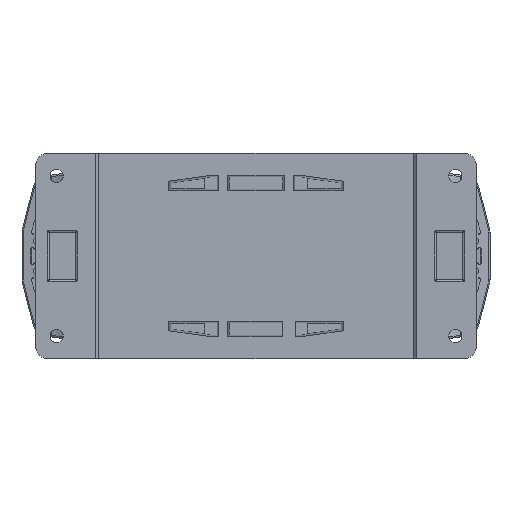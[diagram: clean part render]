
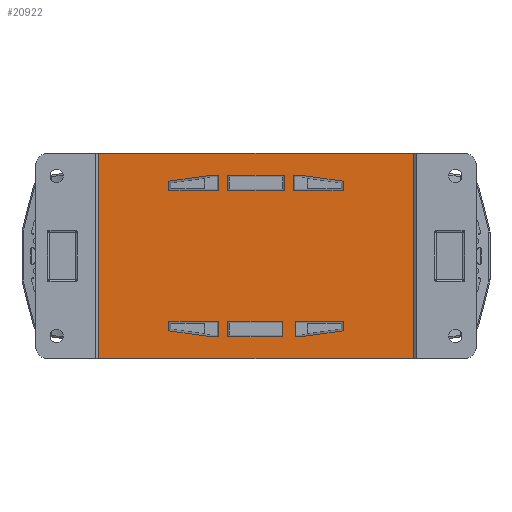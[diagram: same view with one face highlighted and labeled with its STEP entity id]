
A CAD part, front view. The second image highlights one B-rep face of the part: STEP entity #20922.
In plain terms, the highlighted planar face has unit normal (0, -1, 0).
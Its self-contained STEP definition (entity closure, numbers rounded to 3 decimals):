
#11995=PLANE('',#46525);
#15862=LINE('',#69879,#18864);
#15863=LINE('',#69881,#18865);
#15864=LINE('',#69883,#18866);
#15865=LINE('',#69885,#18867);
#15866=LINE('',#69886,#18868);
#15867=LINE('',#69889,#18869);
#15868=LINE('',#69891,#18870);
#15869=LINE('',#69893,#18871);
#15870=LINE('',#69895,#18872);
#15871=LINE('',#69896,#18873);
#15872=LINE('',#69899,#18874);
#15873=LINE('',#69901,#18875);
#15874=LINE('',#69903,#18876);
#15875=LINE('',#69905,#18877);
#15876=LINE('',#69906,#18878);
#15877=LINE('',#69909,#18879);
#15878=LINE('',#69911,#18880);
#15879=LINE('',#69913,#18881);
#15880=LINE('',#69915,#18882);
#15881=LINE('',#69916,#18883);
#15882=LINE('',#69919,#18884);
#15883=LINE('',#69921,#18885);
#15884=LINE('',#69923,#18886);
#15885=LINE('',#69924,#18887);
#15886=LINE('',#69927,#18888);
#15887=LINE('',#69929,#18889);
#15888=LINE('',#69931,#18890);
#15889=LINE('',#69932,#18891);
#15890=LINE('',#69935,#18892);
#15891=LINE('',#69937,#18893);
#15892=LINE('',#69939,#18894);
#15893=LINE('',#69941,#18895);
#18864=VECTOR('',#53769,1.);
#18865=VECTOR('',#53772,1.);
#18866=VECTOR('',#53773,1.);
#18867=VECTOR('',#53774,1.);
#18868=VECTOR('',#53775,1.);
#18869=VECTOR('',#53776,1.);
#18870=VECTOR('',#53777,1.);
#18871=VECTOR('',#53778,1.);
#18872=VECTOR('',#53779,1.);
#18873=VECTOR('',#53780,1.);
#18874=VECTOR('',#53781,1.);
#18875=VECTOR('',#53782,1.);
#18876=VECTOR('',#53783,1.);
#18877=VECTOR('',#53784,1.);
#18878=VECTOR('',#53785,1.);
#18879=VECTOR('',#53786,1.);
#18880=VECTOR('',#53787,1.);
#18881=VECTOR('',#53788,1.);
#18882=VECTOR('',#53789,1.);
#18883=VECTOR('',#53790,1.);
#18884=VECTOR('',#53791,1.);
#18885=VECTOR('',#53792,1.);
#18886=VECTOR('',#53793,1.);
#18887=VECTOR('',#53794,1.);
#18888=VECTOR('',#53795,1.);
#18889=VECTOR('',#53796,1.);
#18890=VECTOR('',#53797,1.);
#18891=VECTOR('',#53798,1.);
#18892=VECTOR('',#53799,1.);
#18893=VECTOR('',#53800,1.);
#18894=VECTOR('',#53801,1.);
#18895=VECTOR('',#53802,1.);
#20922=ADVANCED_FACE('',(#23196,#23197,#23198,#23199,#23200,#23201,#23202),
#11995,.T.);
#23196=FACE_BOUND('',#24745,.T.);
#23197=FACE_BOUND('',#24746,.T.);
#23198=FACE_BOUND('',#24747,.T.);
#23199=FACE_BOUND('',#24748,.T.);
#23200=FACE_BOUND('',#24749,.T.);
#23201=FACE_BOUND('',#24750,.T.);
#23202=FACE_BOUND('',#24751,.T.);
#24745=EDGE_LOOP('',(#33208,#33209,#33210,#33211));
#24746=EDGE_LOOP('',(#33212,#33213,#33214,#33215,#33216));
#24747=EDGE_LOOP('',(#33217,#33218,#33219,#33220,#33221));
#24748=EDGE_LOOP('',(#33222,#33223,#33224,#33225,#33226));
#24749=EDGE_LOOP('',(#33227,#33228,#33229,#33230));
#24750=EDGE_LOOP('',(#33231,#33232,#33233,#33234));
#24751=EDGE_LOOP('',(#33235,#33236,#33237,#33238,#33239));
#33208=ORIENTED_EDGE('',*,*,#43266,.T.);
#33209=ORIENTED_EDGE('',*,*,#43267,.F.);
#33210=ORIENTED_EDGE('',*,*,#43268,.T.);
#33211=ORIENTED_EDGE('',*,*,#43265,.F.);
#33212=ORIENTED_EDGE('',*,*,#43269,.T.);
#33213=ORIENTED_EDGE('',*,*,#43270,.T.);
#33214=ORIENTED_EDGE('',*,*,#43271,.T.);
#33215=ORIENTED_EDGE('',*,*,#43272,.T.);
#33216=ORIENTED_EDGE('',*,*,#43273,.T.);
#33217=ORIENTED_EDGE('',*,*,#43274,.F.);
#33218=ORIENTED_EDGE('',*,*,#43275,.F.);
#33219=ORIENTED_EDGE('',*,*,#43276,.F.);
#33220=ORIENTED_EDGE('',*,*,#43277,.F.);
#33221=ORIENTED_EDGE('',*,*,#43278,.F.);
#33222=ORIENTED_EDGE('',*,*,#43279,.F.);
#33223=ORIENTED_EDGE('',*,*,#43280,.F.);
#33224=ORIENTED_EDGE('',*,*,#43281,.F.);
#33225=ORIENTED_EDGE('',*,*,#43282,.F.);
#33226=ORIENTED_EDGE('',*,*,#43283,.F.);
#33227=ORIENTED_EDGE('',*,*,#43284,.T.);
#33228=ORIENTED_EDGE('',*,*,#43285,.F.);
#33229=ORIENTED_EDGE('',*,*,#43286,.T.);
#33230=ORIENTED_EDGE('',*,*,#43287,.T.);
#33231=ORIENTED_EDGE('',*,*,#43288,.T.);
#33232=ORIENTED_EDGE('',*,*,#43289,.F.);
#33233=ORIENTED_EDGE('',*,*,#43290,.T.);
#33234=ORIENTED_EDGE('',*,*,#43291,.T.);
#33235=ORIENTED_EDGE('',*,*,#43292,.T.);
#33236=ORIENTED_EDGE('',*,*,#43293,.T.);
#33237=ORIENTED_EDGE('',*,*,#43294,.T.);
#33238=ORIENTED_EDGE('',*,*,#43295,.T.);
#33239=ORIENTED_EDGE('',*,*,#43296,.T.);
#38518=VERTEX_POINT('',#69876);
#38519=VERTEX_POINT('',#69878);
#38520=VERTEX_POINT('',#69882);
#38521=VERTEX_POINT('',#69884);
#38522=VERTEX_POINT('',#69887);
#38523=VERTEX_POINT('',#69888);
#38524=VERTEX_POINT('',#69890);
#38525=VERTEX_POINT('',#69892);
#38526=VERTEX_POINT('',#69894);
#38527=VERTEX_POINT('',#69897);
#38528=VERTEX_POINT('',#69898);
#38529=VERTEX_POINT('',#69900);
#38530=VERTEX_POINT('',#69902);
#38531=VERTEX_POINT('',#69904);
#38532=VERTEX_POINT('',#69907);
#38533=VERTEX_POINT('',#69908);
#38534=VERTEX_POINT('',#69910);
#38535=VERTEX_POINT('',#69912);
#38536=VERTEX_POINT('',#69914);
#38537=VERTEX_POINT('',#69917);
#38538=VERTEX_POINT('',#69918);
#38539=VERTEX_POINT('',#69920);
#38540=VERTEX_POINT('',#69922);
#38541=VERTEX_POINT('',#69925);
#38542=VERTEX_POINT('',#69926);
#38543=VERTEX_POINT('',#69928);
#38544=VERTEX_POINT('',#69930);
#38545=VERTEX_POINT('',#69933);
#38546=VERTEX_POINT('',#69934);
#38547=VERTEX_POINT('',#69936);
#38548=VERTEX_POINT('',#69938);
#38549=VERTEX_POINT('',#69940);
#43265=EDGE_CURVE('',#38519,#38518,#15862,.T.);
#43266=EDGE_CURVE('',#38519,#38520,#15863,.T.);
#43267=EDGE_CURVE('',#38521,#38520,#15864,.T.);
#43268=EDGE_CURVE('',#38521,#38518,#15865,.T.);
#43269=EDGE_CURVE('',#38522,#38523,#15866,.T.);
#43270=EDGE_CURVE('',#38523,#38524,#15867,.T.);
#43271=EDGE_CURVE('',#38524,#38525,#15868,.T.);
#43272=EDGE_CURVE('',#38525,#38526,#15869,.T.);
#43273=EDGE_CURVE('',#38526,#38522,#15870,.T.);
#43274=EDGE_CURVE('',#38527,#38528,#15871,.T.);
#43275=EDGE_CURVE('',#38529,#38527,#15872,.T.);
#43276=EDGE_CURVE('',#38530,#38529,#15873,.T.);
#43277=EDGE_CURVE('',#38531,#38530,#15874,.T.);
#43278=EDGE_CURVE('',#38528,#38531,#15875,.T.);
#43279=EDGE_CURVE('',#38532,#38533,#15876,.T.);
#43280=EDGE_CURVE('',#38534,#38532,#15877,.T.);
#43281=EDGE_CURVE('',#38535,#38534,#15878,.T.);
#43282=EDGE_CURVE('',#38536,#38535,#15879,.T.);
#43283=EDGE_CURVE('',#38533,#38536,#15880,.T.);
#43284=EDGE_CURVE('',#38537,#38538,#15881,.T.);
#43285=EDGE_CURVE('',#38539,#38538,#15882,.T.);
#43286=EDGE_CURVE('',#38539,#38540,#15883,.T.);
#43287=EDGE_CURVE('',#38540,#38537,#15884,.T.);
#43288=EDGE_CURVE('',#38541,#38542,#15885,.T.);
#43289=EDGE_CURVE('',#38543,#38542,#15886,.T.);
#43290=EDGE_CURVE('',#38543,#38544,#15887,.T.);
#43291=EDGE_CURVE('',#38544,#38541,#15888,.T.);
#43292=EDGE_CURVE('',#38545,#38546,#15889,.T.);
#43293=EDGE_CURVE('',#38546,#38547,#15890,.T.);
#43294=EDGE_CURVE('',#38547,#38548,#15891,.T.);
#43295=EDGE_CURVE('',#38548,#38549,#15892,.T.);
#43296=EDGE_CURVE('',#38549,#38545,#15893,.T.);
#46525=AXIS2_PLACEMENT_3D('',#69942,#53803,#53804);
#53769=DIRECTION('',(0.,0.,-1.));
#53772=DIRECTION('',(-1.,0.,0.));
#53773=DIRECTION('',(0.,0.,1.));
#53774=DIRECTION('',(1.,0.,0.));
#53775=DIRECTION('',(-1.,0.,0.));
#53776=DIRECTION('',(-0.99,0.,0.139));
#53777=DIRECTION('',(0.,0.,1.));
#53778=DIRECTION('',(1.,0.,0.));
#53779=DIRECTION('',(0.,0.,-1.));
#53780=DIRECTION('',(0.,0.,-1.));
#53781=DIRECTION('',(-1.,0.,0.));
#53782=DIRECTION('',(-0.99,0.,0.139));
#53783=DIRECTION('',(0.,0.,1.));
#53784=DIRECTION('',(1.,0.,0.));
#53785=DIRECTION('',(1.,0.,0.));
#53786=DIRECTION('',(0.,0.,-1.));
#53787=DIRECTION('',(-0.99,0.,-0.139));
#53788=DIRECTION('',(-1.,0.,0.));
#53789=DIRECTION('',(0.,0.,1.));
#53790=DIRECTION('',(0.,0.,1.));
#53791=DIRECTION('',(-1.,0.,0.));
#53792=DIRECTION('',(0.,0.,-1.));
#53793=DIRECTION('',(-1.,0.,0.));
#53794=DIRECTION('',(-1.,0.,0.));
#53795=DIRECTION('',(0.,0.,-1.));
#53796=DIRECTION('',(1.,0.,0.));
#53797=DIRECTION('',(0.,0.,-1.));
#53798=DIRECTION('',(0.,0.,-1.));
#53799=DIRECTION('',(-0.99,0.,-0.139));
#53800=DIRECTION('',(-1.,0.,0.));
#53801=DIRECTION('',(0.,0.,1.));
#53802=DIRECTION('',(1.,0.,0.));
#53803=DIRECTION('',(0.,-1.,0.));
#53804=DIRECTION('',(0.,0.,1.));
#69876=CARTESIAN_POINT('',(52.25,-62.2,-34.));
#69878=CARTESIAN_POINT('',(52.25,-62.2,34.));
#69879=CARTESIAN_POINT('',(52.25,-62.2,34.));
#69881=CARTESIAN_POINT('',(52.25,-62.2,34.));
#69882=CARTESIAN_POINT('',(-51.75,-62.2,34.));
#69883=CARTESIAN_POINT('',(-51.75,-62.2,-34.));
#69884=CARTESIAN_POINT('',(-51.75,-62.2,-34.));
#69885=CARTESIAN_POINT('',(-51.75,-62.2,-34.));
#69886=CARTESIAN_POINT('',(-12.1,-62.2,-26.734));
#69887=CARTESIAN_POINT('',(-12.1,-62.2,-26.734));
#69888=CARTESIAN_POINT('',(-14.528,-62.2,-26.734));
#69889=CARTESIAN_POINT('',(-14.528,-62.2,-26.734));
#69890=CARTESIAN_POINT('',(-28.628,-62.2,-24.755));
#69891=CARTESIAN_POINT('',(-28.628,-62.2,-24.755));
#69892=CARTESIAN_POINT('',(-28.628,-62.2,-21.587));
#69893=CARTESIAN_POINT('',(-28.628,-62.2,-21.587));
#69894=CARTESIAN_POINT('',(-12.1,-62.2,-21.587));
#69895=CARTESIAN_POINT('',(-12.1,-62.2,-21.587));
#69896=CARTESIAN_POINT('',(12.6,-62.2,26.734));
#69897=CARTESIAN_POINT('',(12.6,-62.2,26.734));
#69898=CARTESIAN_POINT('',(12.6,-62.2,21.587));
#69899=CARTESIAN_POINT('',(15.028,-62.2,26.734));
#69900=CARTESIAN_POINT('',(15.028,-62.2,26.734));
#69901=CARTESIAN_POINT('',(29.128,-62.2,24.755));
#69902=CARTESIAN_POINT('',(29.128,-62.2,24.755));
#69903=CARTESIAN_POINT('',(29.128,-62.2,21.587));
#69904=CARTESIAN_POINT('',(29.128,-62.2,21.587));
#69905=CARTESIAN_POINT('',(12.6,-62.2,21.587));
#69906=CARTESIAN_POINT('',(-28.628,-62.2,21.587));
#69907=CARTESIAN_POINT('',(-28.628,-62.2,21.587));
#69908=CARTESIAN_POINT('',(-12.1,-62.2,21.587));
#69909=CARTESIAN_POINT('',(-28.628,-62.2,24.755));
#69910=CARTESIAN_POINT('',(-28.628,-62.2,24.755));
#69911=CARTESIAN_POINT('',(-14.528,-62.2,26.734));
#69912=CARTESIAN_POINT('',(-14.528,-62.2,26.734));
#69913=CARTESIAN_POINT('',(-12.1,-62.2,26.734));
#69914=CARTESIAN_POINT('',(-12.1,-62.2,26.734));
#69915=CARTESIAN_POINT('',(-12.1,-62.2,21.587));
#69916=CARTESIAN_POINT('',(-9.1,-62.2,21.587));
#69917=CARTESIAN_POINT('',(-9.1,-62.2,21.587));
#69918=CARTESIAN_POINT('',(-9.1,-62.2,26.734));
#69919=CARTESIAN_POINT('',(9.6,-62.2,26.734));
#69920=CARTESIAN_POINT('',(9.6,-62.2,26.734));
#69921=CARTESIAN_POINT('',(9.6,-62.2,26.734));
#69922=CARTESIAN_POINT('',(9.6,-62.2,21.587));
#69923=CARTESIAN_POINT('',(9.6,-62.2,21.587));
#69924=CARTESIAN_POINT('',(8.972,-62.2,-26.734));
#69925=CARTESIAN_POINT('',(8.972,-62.2,-26.734));
#69926=CARTESIAN_POINT('',(-9.1,-62.2,-26.734));
#69927=CARTESIAN_POINT('',(-9.1,-62.2,-21.587));
#69928=CARTESIAN_POINT('',(-9.1,-62.2,-21.587));
#69929=CARTESIAN_POINT('',(-9.1,-62.2,-21.587));
#69930=CARTESIAN_POINT('',(8.972,-62.2,-21.587));
#69931=CARTESIAN_POINT('',(8.972,-62.2,-21.587));
#69932=CARTESIAN_POINT('',(29.128,-62.2,-21.587));
#69933=CARTESIAN_POINT('',(29.128,-62.2,-21.587));
#69934=CARTESIAN_POINT('',(29.128,-62.2,-24.755));
#69935=CARTESIAN_POINT('',(29.128,-62.2,-24.755));
#69936=CARTESIAN_POINT('',(15.028,-62.2,-26.734));
#69937=CARTESIAN_POINT('',(15.028,-62.2,-26.734));
#69938=CARTESIAN_POINT('',(13.228,-62.2,-26.734));
#69939=CARTESIAN_POINT('',(13.228,-62.2,-26.734));
#69940=CARTESIAN_POINT('',(13.228,-62.2,-21.587));
#69941=CARTESIAN_POINT('',(13.228,-62.2,-21.587));
#69942=CARTESIAN_POINT('',(-19.378,-62.2,30.805));
